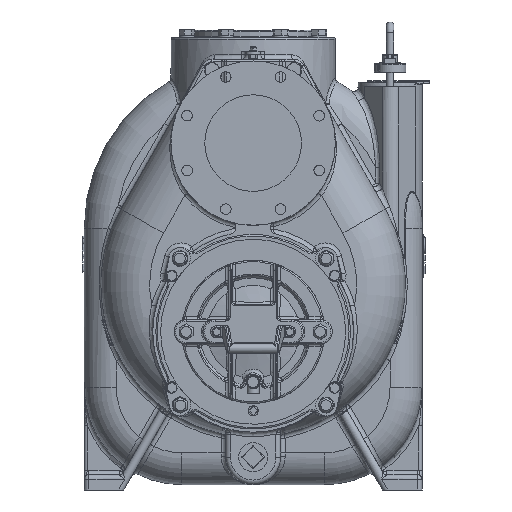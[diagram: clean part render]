
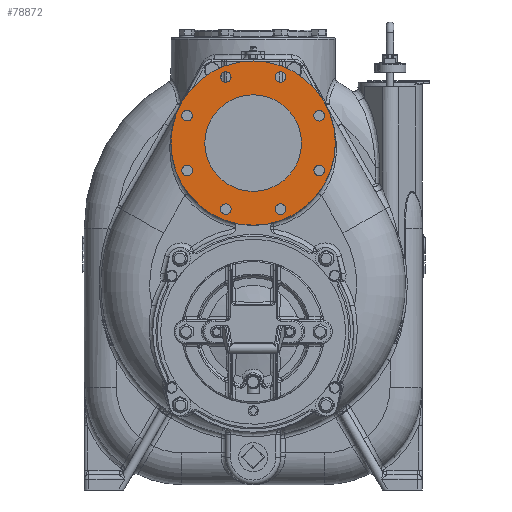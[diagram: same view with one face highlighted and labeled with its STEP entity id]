
A CAD part, front view. The second image highlights one B-rep face of the part: STEP entity #78872.
In plain terms, the highlighted planar face has unit normal (0, -1, 0).
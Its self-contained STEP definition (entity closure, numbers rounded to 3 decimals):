
#10679=PLANE('',#82541);
#12567=ORIENTED_EDGE('',*,*,#29134,.F.);
#12568=ORIENTED_EDGE('',*,*,#29135,.F.);
#12569=ORIENTED_EDGE('',*,*,#29136,.F.);
#12570=ORIENTED_EDGE('',*,*,#29137,.F.);
#12571=ORIENTED_EDGE('',*,*,#29138,.F.);
#12572=ORIENTED_EDGE('',*,*,#29139,.F.);
#12573=ORIENTED_EDGE('',*,*,#29140,.F.);
#12574=ORIENTED_EDGE('',*,*,#29141,.F.);
#12575=ORIENTED_EDGE('',*,*,#29142,.F.);
#12576=ORIENTED_EDGE('',*,*,#29101,.T.);
#29101=EDGE_CURVE('',#37386,#37386,#42479,.T.);
#29134=EDGE_CURVE('',#37418,#37418,#42491,.T.);
#29135=EDGE_CURVE('',#37419,#37419,#42492,.T.);
#29136=EDGE_CURVE('',#37420,#37420,#42493,.T.);
#29137=EDGE_CURVE('',#37421,#37421,#42494,.T.);
#29138=EDGE_CURVE('',#37422,#37422,#42495,.T.);
#29139=EDGE_CURVE('',#37423,#37423,#42496,.T.);
#29140=EDGE_CURVE('',#37424,#37424,#42497,.T.);
#29141=EDGE_CURVE('',#37425,#37425,#42498,.T.);
#29142=EDGE_CURVE('',#37426,#37426,#42499,.T.);
#37386=VERTEX_POINT('',#106243);
#37418=VERTEX_POINT('',#106408);
#37419=VERTEX_POINT('',#106410);
#37420=VERTEX_POINT('',#106412);
#37421=VERTEX_POINT('',#106414);
#37422=VERTEX_POINT('',#106416);
#37423=VERTEX_POINT('',#106418);
#37424=VERTEX_POINT('',#106420);
#37425=VERTEX_POINT('',#106422);
#37426=VERTEX_POINT('',#106424);
#42479=CIRCLE('',#82523,100.838);
#42491=CIRCLE('',#82542,11.049);
#42492=CIRCLE('',#82543,11.049);
#42493=CIRCLE('',#82544,11.049);
#42494=CIRCLE('',#82545,11.049);
#42495=CIRCLE('',#82546,11.049);
#42496=CIRCLE('',#82547,11.049);
#42497=CIRCLE('',#82548,11.049);
#42498=CIRCLE('',#82549,11.049);
#42499=CIRCLE('',#82550,171.45);
#45400=EDGE_LOOP('',(#12567));
#45401=EDGE_LOOP('',(#12568));
#45402=EDGE_LOOP('',(#12569));
#45403=EDGE_LOOP('',(#12570));
#45404=EDGE_LOOP('',(#12571));
#45405=EDGE_LOOP('',(#12572));
#45406=EDGE_LOOP('',(#12573));
#45407=EDGE_LOOP('',(#12574));
#45408=EDGE_LOOP('',(#12575));
#45409=EDGE_LOOP('',(#12576));
#49342=FACE_BOUND('',#45400,.T.);
#49343=FACE_BOUND('',#45401,.T.);
#49344=FACE_BOUND('',#45402,.T.);
#49345=FACE_BOUND('',#45403,.T.);
#49346=FACE_BOUND('',#45404,.T.);
#49347=FACE_BOUND('',#45405,.T.);
#49348=FACE_BOUND('',#45406,.T.);
#49349=FACE_BOUND('',#45407,.T.);
#49350=FACE_BOUND('',#45408,.T.);
#49351=FACE_BOUND('',#45409,.T.);
#78872=ADVANCED_FACE('',(#49342,#49343,#49344,#49345,#49346,#49347,#49348,
#49349,#49350,#49351),#10679,.F.);
#82523=AXIS2_PLACEMENT_3D('',#106242,#89179,#89180);
#82541=AXIS2_PLACEMENT_3D('',#106406,#89220,#89221);
#82542=AXIS2_PLACEMENT_3D('',#106407,#89222,#89223);
#82543=AXIS2_PLACEMENT_3D('',#106409,#89224,#89225);
#82544=AXIS2_PLACEMENT_3D('',#106411,#89226,#89227);
#82545=AXIS2_PLACEMENT_3D('',#106413,#89228,#89229);
#82546=AXIS2_PLACEMENT_3D('',#106415,#89230,#89231);
#82547=AXIS2_PLACEMENT_3D('',#106417,#89232,#89233);
#82548=AXIS2_PLACEMENT_3D('',#106419,#89234,#89235);
#82549=AXIS2_PLACEMENT_3D('',#106421,#89236,#89237);
#82550=AXIS2_PLACEMENT_3D('',#106423,#89238,#89239);
#89179=DIRECTION('',(0.,1.,0.));
#89180=DIRECTION('',(-1.,0.,0.));
#89220=DIRECTION('',(0.,1.,0.));
#89221=DIRECTION('',(0.,0.,-1.));
#89222=DIRECTION('',(0.,-1.,0.));
#89223=DIRECTION('',(0.707,0.,-0.707));
#89224=DIRECTION('',(0.,-1.,0.));
#89225=DIRECTION('',(0.,0.,-1.));
#89226=DIRECTION('',(0.,-1.,0.));
#89227=DIRECTION('',(-0.707,0.,-0.707));
#89228=DIRECTION('',(0.,-1.,0.));
#89229=DIRECTION('',(-1.,0.,0.));
#89230=DIRECTION('',(0.,-1.,0.));
#89231=DIRECTION('',(-0.707,0.,0.707));
#89232=DIRECTION('',(0.,-1.,0.));
#89233=DIRECTION('',(0.,0.,1.));
#89234=DIRECTION('',(0.,-1.,0.));
#89235=DIRECTION('',(0.707,0.,0.707));
#89236=DIRECTION('',(0.,-1.,0.));
#89237=DIRECTION('',(1.,0.,0.));
#89238=DIRECTION('',(0.,1.,0.));
#89239=DIRECTION('',(1.,0.,0.));
#106242=CARTESIAN_POINT('',(0.,-411.937,393.7));
#106243=CARTESIAN_POINT('',(-100.838,-411.937,393.7));
#106406=CARTESIAN_POINT('',(0.,-411.937,393.7));
#106407=CARTESIAN_POINT('',(137.866,-411.937,336.594));
#106408=CARTESIAN_POINT('',(145.679,-411.937,328.781));
#106409=CARTESIAN_POINT('',(57.106,-411.937,255.834));
#106410=CARTESIAN_POINT('',(57.106,-411.937,244.785));
#106411=CARTESIAN_POINT('',(-57.106,-411.937,255.834));
#106412=CARTESIAN_POINT('',(-64.919,-411.937,248.021));
#106413=CARTESIAN_POINT('',(-137.866,-411.937,336.594));
#106414=CARTESIAN_POINT('',(-148.915,-411.937,336.594));
#106415=CARTESIAN_POINT('',(-137.866,-411.937,450.806));
#106416=CARTESIAN_POINT('',(-145.679,-411.937,458.619));
#106417=CARTESIAN_POINT('',(-57.106,-411.937,531.566));
#106418=CARTESIAN_POINT('',(-57.106,-411.937,542.615));
#106419=CARTESIAN_POINT('',(57.106,-411.937,531.566));
#106420=CARTESIAN_POINT('',(64.919,-411.937,539.379));
#106421=CARTESIAN_POINT('',(137.866,-411.937,450.806));
#106422=CARTESIAN_POINT('',(148.915,-411.937,450.806));
#106423=CARTESIAN_POINT('',(0.,-411.937,393.7));
#106424=CARTESIAN_POINT('',(171.45,-411.937,393.7));
